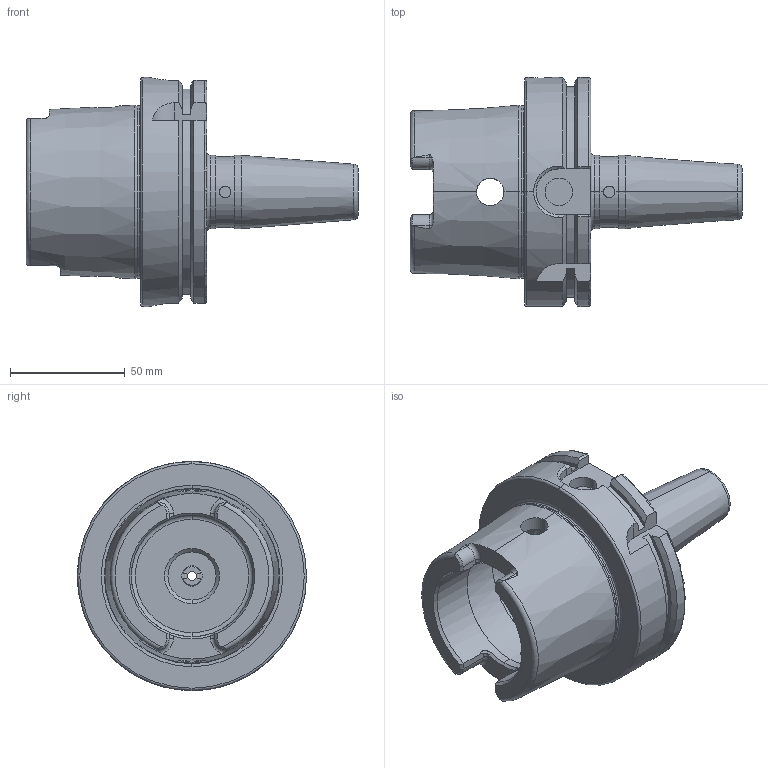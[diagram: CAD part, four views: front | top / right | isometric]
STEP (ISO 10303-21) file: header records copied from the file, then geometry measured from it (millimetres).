
FILE_DESCRIPTION (( 'STEP AP203' ), '1' );
FILE_NAME ('91100A-SR12095.STEP', '2023-06-13T09:50:14', ( '' ), ( '' ), 'SwSTEP 2.0', 'SolidWorks 2018', '' );
FILE_SCHEMA (( 'CONFIG_CONTROL_DESIGN' ));
Length unit declared in the file: millimetre
Products named in the file (4): HSKA100SFC12095WW; 91100A-SR12095; SCWM10-10
Assembly tree (3 placements, depth 3):
  91100A-SR12095
    HSKA100SFC12095WW
      HSKA100SFC12095WW
      SCWM10-10
Bounding box: 144.95 x 100 x 100 mm (x, y, z)
Volume: 290264 mm3; surface area: 58747.4 mm2
Topology: 2 solids, 2 shells, 209 faces, 515 edges, 316 vertices
Faces by surface type: cylinder 68, plane 65, cone 35, torus 31, bspline 10
Entity records: 8048 total; most frequent: CARTESIAN_POINT 2813, ORIENTED_EDGE 1026, DIRECTION 1006, EDGE_CURVE 513, AXIS2_PLACEMENT_3D 411, VERTEX_POINT 316, EDGE_LOOP 225, ADVANCED_FACE 209
